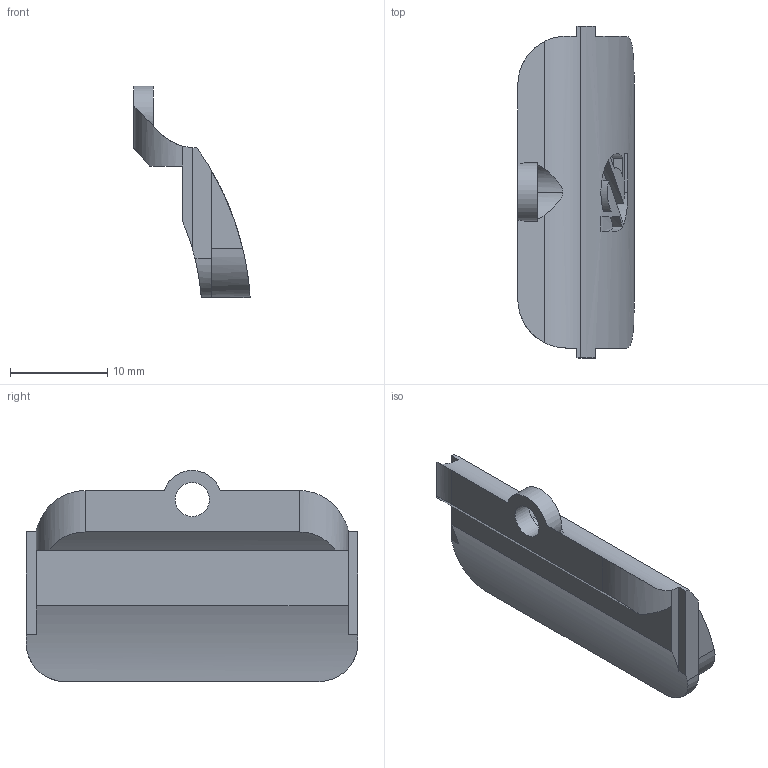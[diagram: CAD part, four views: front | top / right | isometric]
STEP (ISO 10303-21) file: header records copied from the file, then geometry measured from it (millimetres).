
FILE_DESCRIPTION(('HOOPS Exchange Step'),'2;1');
FILE_NAME('temp_export','2024-01-16T21:17:44+09:00',('mobile'),('Shapr3D Limited'),'HOOPS Exchange 2023.2','Shapr3D','Authorized');
FILE_SCHEMA( ('AUTOMOTIVE_DESIGN { 1 0 10303 214 1 1 1 1 }') );
Length unit declared in the file: millimetre
Products named in the file (1): Connector-cover
Bounding box: 11.93 x 34.05 x 21.66 mm (x, y, z)
Volume: 2639.1 mm3; surface area: 1964.5 mm2
Topology: 1 solids, 1 shells, 56 faces, 149 edges, 98 vertices
Faces by surface type: plane 25, cylinder 19, bspline 12
Full cylindrical faces by diameter (mm): 3.5 x1
Entity records: 2603 total; most frequent: CARTESIAN_POINT 1270, ORIENTED_EDGE 298, DIRECTION 231, EDGE_CURVE 149, VERTEX_POINT 98, AXIS2_PLACEMENT_3D 85, EDGE_LOOP 61, FACE_BOUND 61
